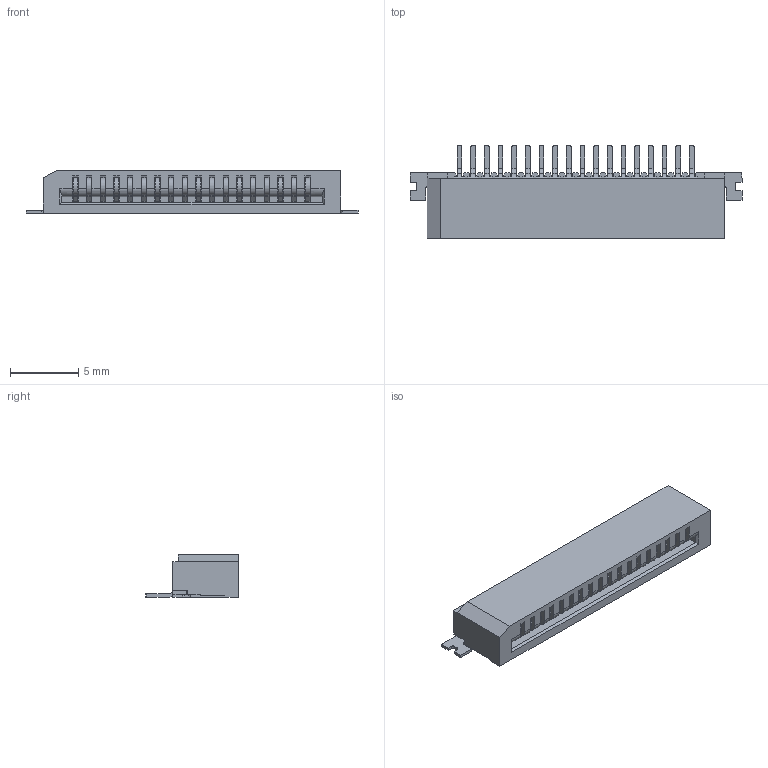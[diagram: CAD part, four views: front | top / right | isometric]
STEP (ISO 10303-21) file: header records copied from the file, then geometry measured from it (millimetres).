
FILE_DESCRIPTION(/* description */ ('Unknown'),/* implementation_level */ '2;1');
FILE_NAME(/* name */ '686118188622',/* time_stamp */ '2019-06-17T16:38:26+02:00',/* author */ ('Unknown'),/* organization */ ('Unknown'),/* preprocessor_version */ 'ST-DEVELOPER v16.7',/* originating_system */ 'DEX',/* authorisation */ $);
FILE_SCHEMA (('AUTOMOTIVE_DESIGN {1 0 10303 214 3 1 1}'));
Length unit declared in the file: millimetre
Products named in the file (5): 6861xx188622; 686118188622; 6861xx188622_Pin; 6861xx188622_PadGh; 6861xx188622_PadDt
Assembly tree (21 placements, depth 2):
  6861xx188622
    686118188622
    6861xx188622_Pin  x18
    6861xx188622_PadGh
    6861xx188622_PadDt
Bounding box: 24.3 x 6.8 x 3.11 mm (x, y, z)
Volume: 240.2 mm3; surface area: 1045.3 mm2
Topology: 21 solids, 21 shells, 1432 faces, 4160 edges, 2735 vertices
Faces by surface type: plane 1079, cylinder 353
Entity records: 19536 total; most frequent: ORIENTED_EDGE 3492, CARTESIAN_POINT 3487, DIRECTION 3052, EDGE_CURVE 1746, LINE 1648, VECTOR 1648, VERTEX_POINT 1137, AXIS2_PLACEMENT_3D 702
